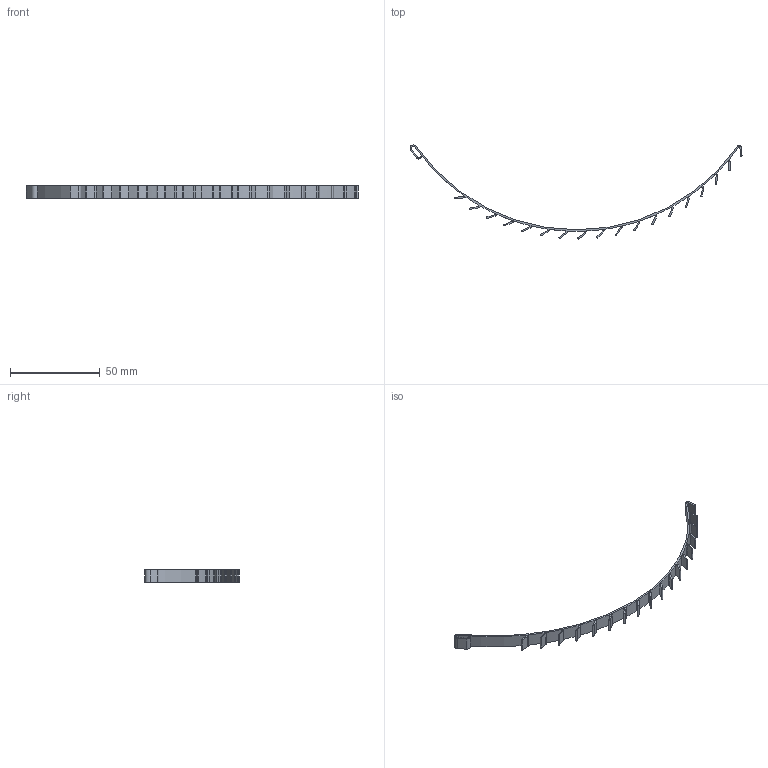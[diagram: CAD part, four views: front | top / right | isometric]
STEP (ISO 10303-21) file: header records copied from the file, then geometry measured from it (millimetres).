
FILE_DESCRIPTION(/* description */ (''),/* implementation_level */ '2;1');
FILE_NAME(/* name */ 'CC_Mask-Strap_XL.stp',/* time_stamp */ '2020-05-08T14:06:49+02:00',/* author */ ('paulw'),/* organization */ (''),/* preprocessor_version */ 'ST-DEVELOPER v18',/* originating_system */ 'Autodesk Inventor 2020',/* authorisation */ '');
FILE_SCHEMA (('AUTOMOTIVE_DESIGN { 1 0 10303 214 3 1 1 }'));
Length unit declared in the file: millimetre
Products named in the file (1): CC_Mask-Strap
Bounding box: 184.7 x 52.35 x 7 mm (x, y, z)
Volume: 1851.8 mm3; surface area: 5128.3 mm2
Topology: 1 solids, 1 shells, 118 faces, 348 edges, 232 vertices
Faces by surface type: cylinder 80, plane 38
Entity records: 4053 total; most frequent: DIRECTION 746, CARTESIAN_POINT 699, ORIENTED_EDGE 696, EDGE_CURVE 348, AXIS2_PLACEMENT_3D 279, VERTEX_POINT 232, LINE 188, VECTOR 188
